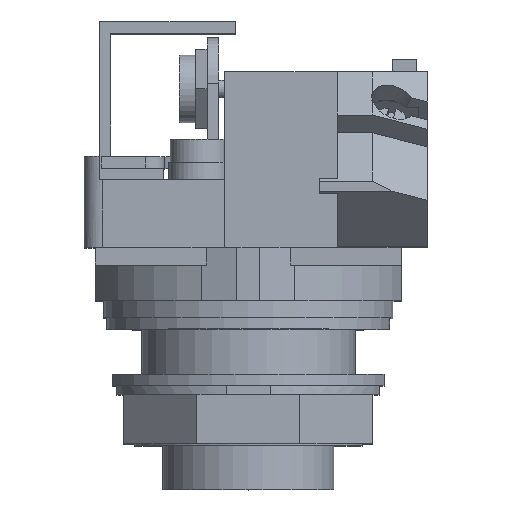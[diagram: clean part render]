
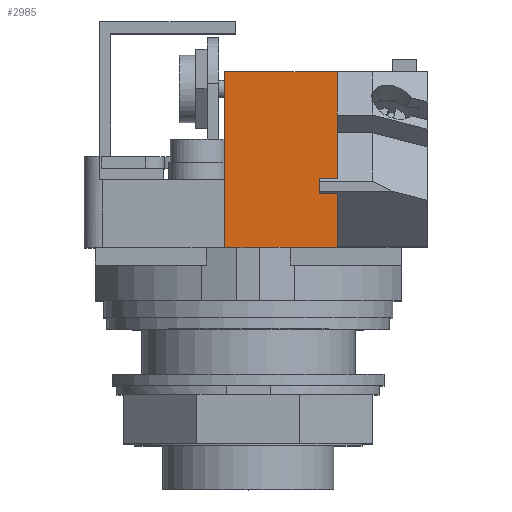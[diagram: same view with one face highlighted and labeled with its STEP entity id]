
A CAD part, top view. The second image highlights one B-rep face of the part: STEP entity #2985.
In plain terms, the highlighted planar face has unit normal (0, 0, 1).
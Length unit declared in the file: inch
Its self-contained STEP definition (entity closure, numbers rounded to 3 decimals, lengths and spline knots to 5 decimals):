
#9=DIRECTION('',(0.,1.,0.));
#10=VECTOR('',#9,0.622);
#11=CARTESIAN_POINT('',(2.76514,0.5,-0.01393));
#12=LINE('',#11,#10);
#907=DIRECTION('',(0.,-1.,0.));
#908=VECTOR('',#907,0.1);
#909=CARTESIAN_POINT('',(2.09234,0.6,-0.01393));
#910=LINE('',#909,#908);
#911=DIRECTION('',(0.,1.,0.));
#912=VECTOR('',#911,0.622);
#913=CARTESIAN_POINT('',(1.79514,0.5,-0.01393));
#914=LINE('',#913,#912);
#915=DIRECTION('',(1.,0.,0.));
#916=VECTOR('',#915,0.97);
#917=CARTESIAN_POINT('',(1.79514,1.122,-0.01393));
#918=LINE('',#917,#916);
#919=DIRECTION('',(1.,0.,0.));
#920=VECTOR('',#919,0.08286);
#921=CARTESIAN_POINT('',(2.09234,0.6,-0.01393));
#922=LINE('',#921,#920);
#939=DIRECTION('',(0.,-1.,0.));
#940=VECTOR('',#939,0.1);
#941=CARTESIAN_POINT('',(2.1752,0.6,-0.01393));
#942=LINE('',#941,#940);
#971=DIRECTION('',(1.,0.,0.));
#972=VECTOR('',#971,0.58994);
#973=CARTESIAN_POINT('',(2.1752,0.5,-0.01393));
#974=LINE('',#973,#972);
#1131=DIRECTION('',(1.,0.,0.));
#1132=VECTOR('',#1131,0.2972);
#1133=CARTESIAN_POINT('',(1.79514,0.5,-0.01393));
#1134=LINE('',#1133,#1132);
#1417=CARTESIAN_POINT('',(2.76514,0.5,-0.01393));
#1418=VERTEX_POINT('',#1417);
#1419=CARTESIAN_POINT('',(2.76514,1.122,-0.01393));
#1420=VERTEX_POINT('',#1419);
#1523=CARTESIAN_POINT('',(1.79514,1.122,-0.01393));
#1524=VERTEX_POINT('',#1523);
#1529=CARTESIAN_POINT('',(2.09234,0.6,-0.01393));
#1530=CARTESIAN_POINT('',(2.1752,0.6,-0.01393));
#1531=VERTEX_POINT('',#1529);
#1532=VERTEX_POINT('',#1530);
#1533=CARTESIAN_POINT('',(2.09234,0.5,-0.01393));
#1534=VERTEX_POINT('',#1533);
#1535=CARTESIAN_POINT('',(1.79514,0.5,-0.01393));
#1536=VERTEX_POINT('',#1535);
#1537=CARTESIAN_POINT('',(2.1752,0.5,-0.01393));
#1538=VERTEX_POINT('',#1537);
#2964=CARTESIAN_POINT('',(2.76514,1.122,-0.01393));
#2965=DIRECTION('',(0.,0.,1.));
#2966=DIRECTION('',(0.,-1.,0.));
#2967=AXIS2_PLACEMENT_3D('',#2964,#2965,#2966);
#2968=PLANE('',#2967);
#2970=ORIENTED_EDGE('',*,*,#2969,.F.);
#2972=ORIENTED_EDGE('',*,*,#2971,.T.);
#2974=ORIENTED_EDGE('',*,*,#2973,.F.);
#2976=ORIENTED_EDGE('',*,*,#2975,.T.);
#2977=ORIENTED_EDGE('',*,*,#2820,.T.);
#2978=ORIENTED_EDGE('',*,*,#1850,.F.);
#2980=ORIENTED_EDGE('',*,*,#2979,.F.);
#2982=ORIENTED_EDGE('',*,*,#2981,.F.);
#2983=EDGE_LOOP('',(#2970,#2972,#2974,#2976,#2977,#2978,#2980,#2982));
#2984=FACE_OUTER_BOUND('',#2983,.F.);
#2985=ADVANCED_FACE('',(#2984),#2968,.T.);
#1850=EDGE_CURVE('',#1418,#1420,#12,.T.);
#2820=EDGE_CURVE('',#1524,#1420,#918,.T.);
#2969=EDGE_CURVE('',#1531,#1532,#922,.T.);
#2971=EDGE_CURVE('',#1531,#1534,#910,.T.);
#2973=EDGE_CURVE('',#1536,#1534,#1134,.T.);
#2975=EDGE_CURVE('',#1536,#1524,#914,.T.);
#2979=EDGE_CURVE('',#1538,#1418,#974,.T.);
#2981=EDGE_CURVE('',#1532,#1538,#942,.T.);
